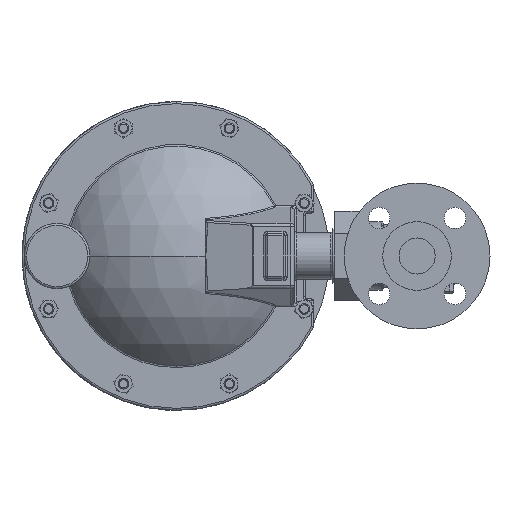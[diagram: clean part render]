
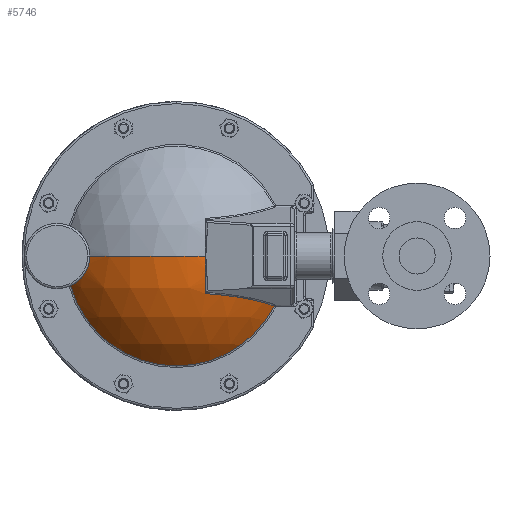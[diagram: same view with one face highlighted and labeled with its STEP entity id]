
A CAD part, left-side view. The second image highlights one B-rep face of the part: STEP entity #5746.
In plain terms, the highlighted spherical face has radius 101.6 mm.
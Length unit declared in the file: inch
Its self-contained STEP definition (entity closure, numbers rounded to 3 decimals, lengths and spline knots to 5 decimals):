
#146 = CARTESIAN_POINT ( 'NONE',  ( 1.03747, 11.76559, 2.37866 ) ) ;
#249 = DIRECTION ( 'NONE',  ( 0., -1., 0. ) ) ;
#307 = CARTESIAN_POINT ( 'NONE',  ( 1.54819, 12.15489, 2.05463 ) ) ;
#1856 = DIRECTION ( 'NONE',  ( -1., 0., 0. ) ) ;
#2138 = DIRECTION ( 'NONE',  ( 1., 0., 0. ) ) ;
#2700 = VERTEX_POINT ( 'NONE', #37918 ) ;
#3195 = AXIS2_PLACEMENT_3D ( 'NONE', #15890, #16378, #15837 ) ;
#3240 = DIRECTION ( 'NONE',  ( 0., 0., -1. ) ) ;
#3474 = AXIS2_PLACEMENT_3D ( 'NONE', #25303, #1856, #29223 ) ;
#4070 = CARTESIAN_POINT ( 'NONE',  ( 1.10464, 11.82098, 2.30752 ) ) ;
#4153 = VERTEX_POINT ( 'NONE', #33966 ) ;
#4174 = CARTESIAN_POINT ( 'NONE',  ( 1.54819, 12.15489, 2.05463 ) ) ;
#5746 = ADVANCED_FACE ( 'NONE', ( #14467 ), #24859, .T. ) ;
#7225 = CARTESIAN_POINT ( 'NONE',  ( 0.19125, 8.22592, 1.8236 ) ) ;
#7841 = CARTESIAN_POINT ( 'NONE',  ( 0.86542, 11.61735, 2.72636 ) ) ;
#8010 = CARTESIAN_POINT ( 'NONE',  ( 1.15801, 11.86417, 2.25965 ) ) ;
#8419 = AXIS2_PLACEMENT_3D ( 'NONE', #26697, #3240, #30633 ) ;
#8515 = CARTESIAN_POINT ( 'NONE',  ( 3.94425, 8.22592, 2.91951 ) ) ;
#9547 = AXIS2_PLACEMENT_3D ( 'NONE', #44828, #21385, #48747 ) ;
#10001 = CIRCLE ( 'NONE', #29883, 4. ) ;
#10452 = CARTESIAN_POINT ( 'NONE',  ( -0.05575, 9.07092, 2.91951 ) ) ;
#11806 = CARTESIAN_POINT ( 'NONE',  ( 0.8879, 11.63719, 2.64786 ) ) ;
#11965 = CARTESIAN_POINT ( 'NONE',  ( 1.25211, 11.93848, 2.18973 ) ) ;
#12392 = CIRCLE ( 'NONE', #9547, 3.20295 ) ;
#12485 = DIRECTION ( 'NONE',  ( 0., 0., -1. ) ) ;
#13276 = EDGE_CURVE ( 'NONE', #15244, #39811, #39390, .T. ) ;
#13907 = CARTESIAN_POINT ( 'NONE',  ( 3.41887, 9.07092, 0.95877 ) ) ;
#14003 = VERTEX_POINT ( 'NONE', #7225 ) ;
#14467 = FACE_OUTER_BOUND ( 'NONE', #21560, .T. ) ;
#15244 = VERTEX_POINT ( 'NONE', #33172 ) ;
#15571 = CARTESIAN_POINT ( 'NONE',  ( 0.84356, 11.59792, 2.91951 ) ) ;
#15720 = CARTESIAN_POINT ( 'NONE',  ( 0.91719, 11.66282, 2.57342 ) ) ;
#15837 = DIRECTION ( 'NONE',  ( 0., 1., 0. ) ) ;
#15890 = CARTESIAN_POINT ( 'NONE',  ( 3.94425, 9.07092, 2.91951 ) ) ;
#15899 = CARTESIAN_POINT ( 'NONE',  ( 1.33271, 11.99979, 2.14336 ) ) ;
#16378 = DIRECTION ( 'NONE',  ( 0., 0., -1. ) ) ;
#16579 = EDGE_CURVE ( 'NONE', #38349, #2700, #22569, .T. ) ;
#17852 = DIRECTION ( 'NONE',  ( -0.966, 0., 0.259 ) ) ;
#17923 = CIRCLE ( 'NONE', #8419, 4. ) ;
#19638 = CARTESIAN_POINT ( 'NONE',  ( 0.95275, 11.69359, 2.50325 ) ) ;
#19809 = CARTESIAN_POINT ( 'NONE',  ( 1.39549, 12.04637, 2.11249 ) ) ;
#19842 = EDGE_CURVE ( 'NONE', #38349, #39342, #17923, .T. ) ;
#21385 = DIRECTION ( 'NONE',  ( -1., 0., 0. ) ) ;
#21560 = EDGE_LOOP ( 'NONE', ( #28383, #49100, #25760, #28533, #28434, #46975, #23139, #25787 ) ) ;
#22569 = CIRCLE ( 'NONE', #50626, 3.90973 ) ;
#23139 = ORIENTED_EDGE ( 'NONE', *, *, #30830, .T. ) ;
#23563 = CARTESIAN_POINT ( 'NONE',  ( 1.00693, 11.73988, 2.41759 ) ) ;
#23654 = CARTESIAN_POINT ( 'NONE',  ( 3.94425, 8.22592, 2.91951 ) ) ;
#23728 = CARTESIAN_POINT ( 'NONE',  ( 1.50345, 12.12406, 2.06863 ) ) ;
#23745 = CARTESIAN_POINT ( 'NONE',  ( 1.54819, 6.21982, 1.46001 ) ) ;
#23771 = AXIS2_PLACEMENT_3D ( 'NONE', #13907, #41264, #17852 ) ;
#24859 = SPHERICAL_SURFACE ( 'NONE', #3195, 4. ) ;
#25303 = CARTESIAN_POINT ( 'NONE',  ( 1.54819, 9.07092, 2.91951 ) ) ;
#25588 = DIRECTION ( 'NONE',  ( 0., 0., 1. ) ) ;
#25760 = ORIENTED_EDGE ( 'NONE', *, *, #48901, .F. ) ;
#25787 = ORIENTED_EDGE ( 'NONE', *, *, #26765, .F. ) ;
#26697 = CARTESIAN_POINT ( 'NONE',  ( 3.94425, 9.07092, 2.91951 ) ) ;
#26765 = EDGE_CURVE ( 'NONE', #2700, #14003, #26853, .T. ) ;
#26853 = CIRCLE ( 'NONE', #32572, 3.90973 ) ;
#27531 = CARTESIAN_POINT ( 'NONE',  ( 1.08737, 11.80683, 2.32469 ) ) ;
#27635 = DIRECTION ( 'NONE',  ( 0., 0., -1. ) ) ;
#28383 = ORIENTED_EDGE ( 'NONE', *, *, #16579, .F. ) ;
#28434 = ORIENTED_EDGE ( 'NONE', *, *, #45889, .T. ) ;
#28533 = ORIENTED_EDGE ( 'NONE', *, *, #13276, .T. ) ;
#29223 = DIRECTION ( 'NONE',  ( 0., 0., -1. ) ) ;
#29883 = AXIS2_PLACEMENT_3D ( 'NONE', #49018, #25588, #2138 ) ;
#30633 = DIRECTION ( 'NONE',  ( 0., 1., 0. ) ) ;
#30830 = EDGE_CURVE ( 'NONE', #48455, #14003, #45654, .T. ) ;
#31291 = CARTESIAN_POINT ( 'NONE',  ( 0.84905, 11.60283, 2.80826 ) ) ;
#31466 = CARTESIAN_POINT ( 'NONE',  ( 1.13993, 11.84962, 2.27503 ) ) ;
#32572 = AXIS2_PLACEMENT_3D ( 'NONE', #8515, #35886, #12485 ) ;
#33172 = CARTESIAN_POINT ( 'NONE',  ( 0.84356, 11.59792, 2.91951 ) ) ;
#33966 = CARTESIAN_POINT ( 'NONE',  ( 1.54819, 9.07092, -0.28344 ) ) ;
#35219 = CARTESIAN_POINT ( 'NONE',  ( 0.87215, 11.62331, 2.69971 ) ) ;
#35386 = CARTESIAN_POINT ( 'NONE',  ( 1.21349, 11.90833, 2.21585 ) ) ;
#35886 = DIRECTION ( 'NONE',  ( 0., -1., 0. ) ) ;
#37918 = CARTESIAN_POINT ( 'NONE',  ( 0.08046, 8.22592, 2.32192 ) ) ;
#38349 = VERTEX_POINT ( 'NONE', #41085 ) ;
#38968 = CARTESIAN_POINT ( 'NONE',  ( 0.84356, 11.59792, 2.86353 ) ) ;
#39151 = CARTESIAN_POINT ( 'NONE',  ( 0.89693, 11.64512, 2.62262 ) ) ;
#39314 = CARTESIAN_POINT ( 'NONE',  ( 1.31228, 11.98438, 2.15447 ) ) ;
#39342 = VERTEX_POINT ( 'NONE', #10452 ) ;
#39390 = B_SPLINE_CURVE_WITH_KNOTS ( 'NONE', 3,
 ( #15571, #38968, #31291, #7841, #35219, #11806, #39151, #15720, #43083, #19638, #47032, #23563, #146, #27531, #4070, #31466, #8010, #35386, #11965, #39314, #15899, #43240, #19809, #47194, #23728, #307 ),
 .UNSPECIFIED., .F., .F.,
 ( 4, 2, 2, 2, 2, 2, 2, 2, 2, 2, 2, 2, 4 ),
 ( 0.03388, 0.03811, 0.04023, 0.04235, 0.04447, 0.04658, 0.05082, 0.05293, 0.05505, 0.05929, 0.0614, 0.06352, 0.06775 ),
 .UNSPECIFIED. ) ;
#39811 = VERTEX_POINT ( 'NONE', #4174 ) ;
#41085 = CARTESIAN_POINT ( 'NONE',  ( 0.03452, 8.22592, 2.91951 ) ) ;
#41264 = DIRECTION ( 'NONE',  ( -0.259, 0., -0.966 ) ) ;
#43083 = CARTESIAN_POINT ( 'NONE',  ( 0.92849, 11.67264, 2.54934 ) ) ;
#43240 = CARTESIAN_POINT ( 'NONE',  ( 1.37431, 12.03078, 2.12238 ) ) ;
#44828 = CARTESIAN_POINT ( 'NONE',  ( 1.54819, 9.07092, 2.91951 ) ) ;
#45638 = CIRCLE ( 'NONE', #3474, 3.20295 ) ;
#45654 = CIRCLE ( 'NONE', #23771, 3.44666 ) ;
#45889 = EDGE_CURVE ( 'NONE', #39811, #4153, #45638, .T. ) ;
#46975 = ORIENTED_EDGE ( 'NONE', *, *, #49867, .T. ) ;
#47032 = CARTESIAN_POINT ( 'NONE',  ( 0.96572, 11.70474, 2.48118 ) ) ;
#47194 = CARTESIAN_POINT ( 'NONE',  ( 1.45967, 12.09303, 2.08472 ) ) ;
#48455 = VERTEX_POINT ( 'NONE', #23745 ) ;
#48747 = DIRECTION ( 'NONE',  ( 0., 0., -1. ) ) ;
#48901 = EDGE_CURVE ( 'NONE', #15244, #39342, #10001, .T. ) ;
#49018 = CARTESIAN_POINT ( 'NONE',  ( 3.94425, 9.07092, 2.91951 ) ) ;
#49100 = ORIENTED_EDGE ( 'NONE', *, *, #19842, .T. ) ;
#49867 = EDGE_CURVE ( 'NONE', #4153, #48455, #12392, .T. ) ;
#50626 = AXIS2_PLACEMENT_3D ( 'NONE', #23654, #249, #27635 ) ;
